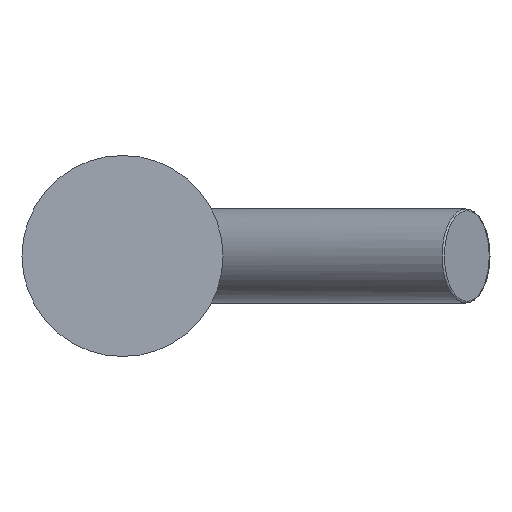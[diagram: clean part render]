
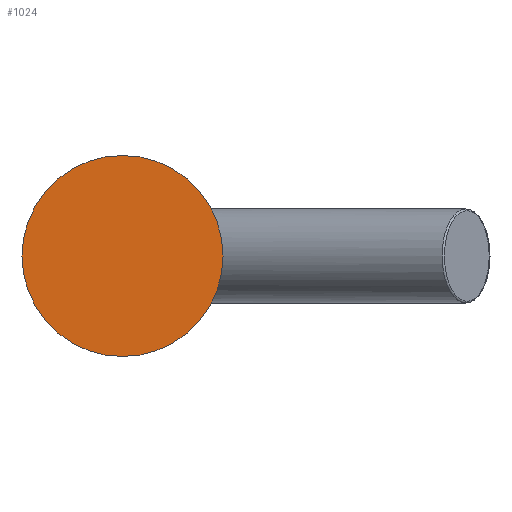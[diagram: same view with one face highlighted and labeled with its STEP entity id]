
A CAD part, front view. The second image highlights one B-rep face of the part: STEP entity #1024.
In plain terms, the highlighted planar face has unit normal (0, -1, 0).
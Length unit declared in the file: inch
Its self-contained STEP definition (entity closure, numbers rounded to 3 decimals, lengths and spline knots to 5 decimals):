
#289=CARTESIAN_POINT('',(0.,-0.375,0.));
#290=DIRECTION('',(0.,1.,0.));
#291=DIRECTION('',(0.,0.,-1.));
#292=AXIS2_PLACEMENT_3D('',#289,#290,#291);
#297=CARTESIAN_POINT('',(0.,-0.375,0.));
#298=DIRECTION('',(0.,-1.,0.));
#299=DIRECTION('',(0.,0.,-1.));
#300=AXIS2_PLACEMENT_3D('',#297,#298,#299);
#919=CARTESIAN_POINT('',(0.,-0.375,-1.175));
#921=VERTEX_POINT('',#919);
#923=CARTESIAN_POINT('',(0.,-0.375,1.175));
#925=VERTEX_POINT('',#923);
#1015=CARTESIAN_POINT('',(0.,-0.375,0.));
#1016=DIRECTION('',(0.,-1.,0.));
#1017=DIRECTION('',(0.,0.,1.));
#1018=AXIS2_PLACEMENT_3D('',#1015,#1016,#1017);
#1019=PLANE('',#1018);
#1020=ORIENTED_EDGE('',*,*,#1008,.F.);
#1021=ORIENTED_EDGE('',*,*,#997,.T.);
#1022=EDGE_LOOP('',(#1020,#1021));
#1023=FACE_OUTER_BOUND('',#1022,.F.);
#293=CIRCLE('',#292,1.175);
#301=CIRCLE('',#300,1.175);
#997=EDGE_CURVE('',#921,#925,#293,.T.);
#1008=EDGE_CURVE('',#921,#925,#301,.T.);
#1024=ADVANCED_FACE('',(#1023),#1019,.T.);
